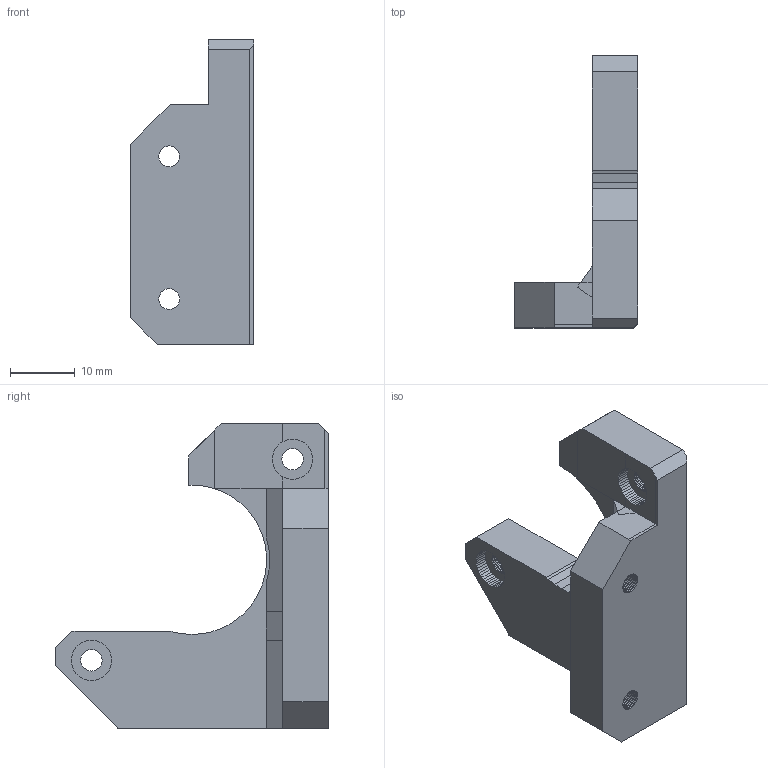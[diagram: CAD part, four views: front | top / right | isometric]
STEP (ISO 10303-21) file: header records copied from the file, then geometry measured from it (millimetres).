
FILE_DESCRIPTION(('FreeCAD Model'),'2;1');
FILE_NAME('y-motor-holder_R2_no_text.step','2018-07-30T15:56:22',('Author'),(''), 'Open CASCADE STEP processor 6.8','FreeCAD','Unknown');
FILE_SCHEMA(('AUTOMOTIVE_DESIGN { 1 0 10303 214 1 1 1 1 }'));
Length unit declared in the file: millimetre
Products named in the file (1): Group
Bounding box: 19 x 42 x 47 mm (x, y, z)
Volume: 9794.2 mm3; surface area: 4552.5 mm2
Topology: 1 solids, 1 shells, 391 faces, 1143 edges, 757 vertices
Faces by surface type: plane 379, bspline 12
Entity records: 13858 total; most frequent: CARTESIAN_POINT 3540, ORIENTED_EDGE 2286, DIRECTION 1879, EDGE_CURVE 1143, LINE 1119, VECTOR 1119, VERTEX_POINT 757, FACE_BOUND 402
